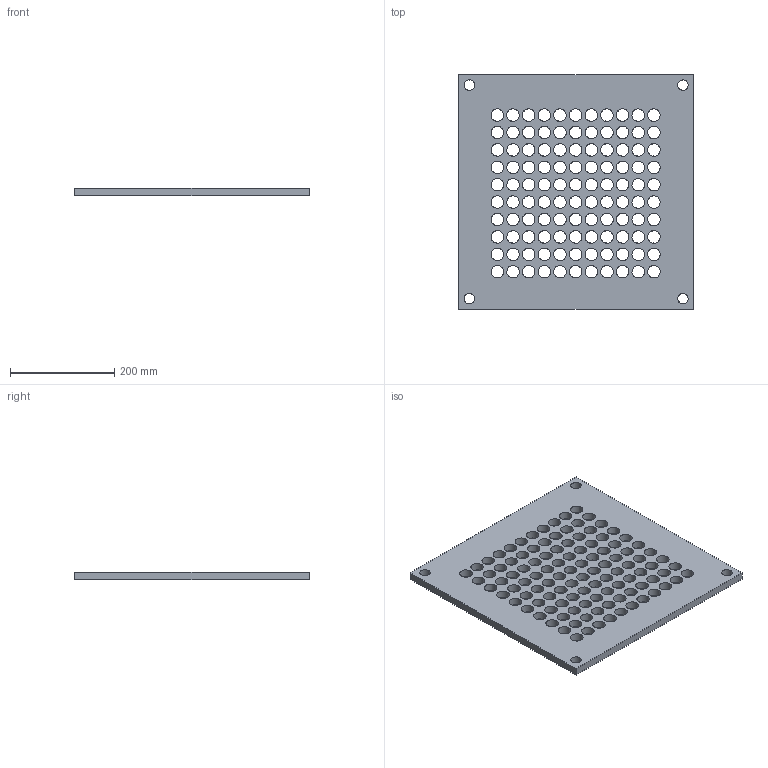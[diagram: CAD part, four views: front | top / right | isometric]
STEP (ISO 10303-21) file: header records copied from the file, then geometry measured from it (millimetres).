
FILE_DESCRIPTION(('FreeCAD Model'),'2;1');
FILE_NAME('holes.step', '2020-04-13T12:06:29',('Author'),(''), 'Open CASCADE STEP processor 7.3','FreeCAD','Unknown');
FILE_SCHEMA(('AUTOMOTIVE_DESIGN { 1 0 10303 214 1 1 1 1 }'));
Length unit declared in the file: millimetre
Products named in the file (1): plate
Bounding box: 450 x 450 x 15 mm (x, y, z)
Volume: 2282890.3 mm3; surface area: 463570.4 mm2
Topology: 1 solids, 1 shells, 120 faces, 354 edges, 236 vertices
Faces by surface type: extrusion 114, plane 6
Entity records: 10935 total; most frequent: CARTESIAN_POINT 4839, DIRECTION 734, VECTOR 720, ORIENTED_EDGE 708, PCURVE 708, DEFINITIONAL_REPRESENTATION 708, LINE 606, EDGE_CURVE 354
